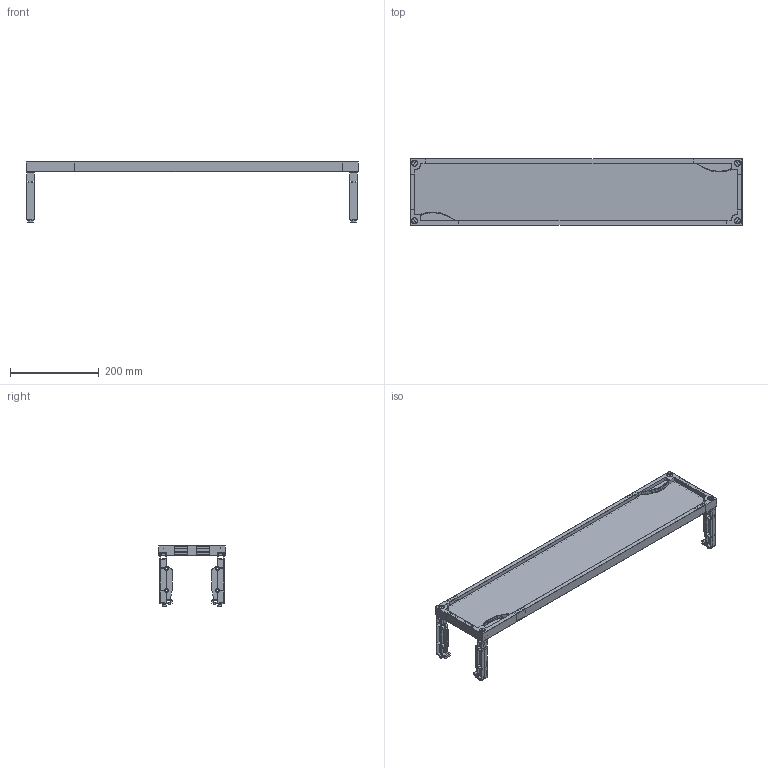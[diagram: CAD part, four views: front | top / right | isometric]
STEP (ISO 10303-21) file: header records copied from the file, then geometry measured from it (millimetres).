
FILE_DESCRIPTION(('STEP AP214'),'1');
FILE_NAME('cctmp_579D69CD-4D37-47AA-84DF-1B3490662D10_2024_05_06_10_59_33_0123..stp','2024-05-06T08:59:34',('SIEMENS A&D'),('CADClick - www.CADClick.com'),'Spatial InterOp 3D',' ','unknown authorization');
FILE_SCHEMA(('AUTOMOTIVE_DESIGN'));
Length unit declared in the file: millimetre
Products named in the file (18): cc_unnamed; 2024_05_06_10_59_33_0091; 2024_05_06_10_59_33_0060; 2024_05_06_10_59_33_0029; 2024_05_06_10_59_32_0998; 2024_05_06_10_59_32_0935; 2024_05_06_10_59_32_0904; 2024_05_06_10_59_32_0873; 2024_05_06_10_59_32_0841; 2024_05_06_10_59_32_0810; 2024_05_06_10_59_32_0748; 2024_05_06_10_59_32_0716; 2024_05_06_10_59_32_0685; 2024_05_06_10_59_32_0654; 2024_05_06_10_59_32_0623; 2024_05_06_10_59_32_0591; 2024_05_06_10_59_32_0560; 2024_05_06_10_59_32_0529
Assembly tree (17 placements, depth 2):
  cc_unnamed
    2024_05_06_10_59_33_0091
    2024_05_06_10_59_33_0060
    2024_05_06_10_59_33_0029
    2024_05_06_10_59_32_0998
    2024_05_06_10_59_32_0935
    2024_05_06_10_59_32_0904
    2024_05_06_10_59_32_0873
    2024_05_06_10_59_32_0841
    2024_05_06_10_59_32_0810
    2024_05_06_10_59_32_0748
    2024_05_06_10_59_32_0716
    2024_05_06_10_59_32_0685
    2024_05_06_10_59_32_0654
    2024_05_06_10_59_32_0623
    2024_05_06_10_59_32_0591
    2024_05_06_10_59_32_0560
    2024_05_06_10_59_32_0529
Bounding box: 750 x 150 x 137.23 mm (x, y, z)
Volume: 717955.8 mm3; surface area: 452938.3 mm2
Topology: 17 solids, 17 shells, 1330 faces, 3658 edges, 2404 vertices
Faces by surface type: plane 938, cylinder 356, torus 28, cone 8
Entity records: 54165 total; most frequent: CARTESIAN_POINT 8442, ORIENTED_EDGE 7316, DIRECTION 7110, EDGE_CURVE 3658, LINE 2750, VECTOR 2750, VERTEX_POINT 2404, AXIS2_PLACEMENT_3D 2180
